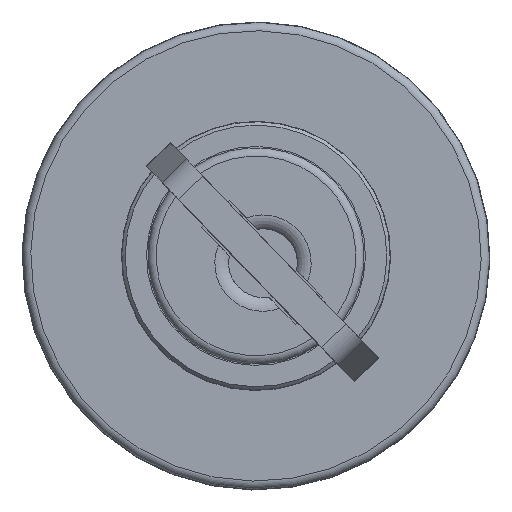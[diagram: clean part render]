
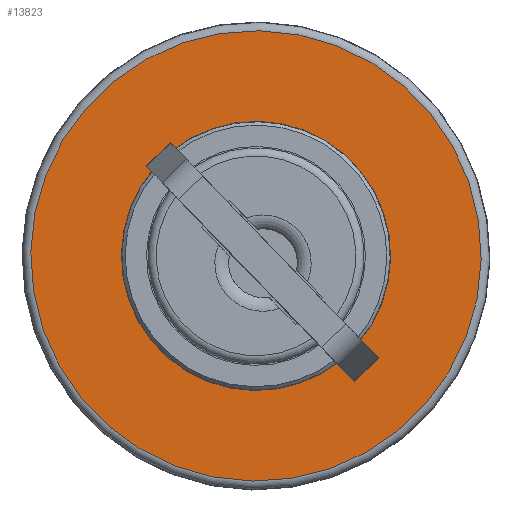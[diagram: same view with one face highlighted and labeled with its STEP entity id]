
A CAD part, top view. The second image highlights one B-rep face of the part: STEP entity #13823.
In plain terms, the highlighted planar face has unit normal (0, 0, 1).
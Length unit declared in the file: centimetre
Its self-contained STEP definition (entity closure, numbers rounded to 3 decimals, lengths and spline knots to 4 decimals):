
#170=PLANE('',#14642);
#4443=FACE_BOUND('',#5357,.T.);
#4591=FACE_OUTER_BOUND('',#5356,.T.);
#5356=EDGE_LOOP('',(#10101));
#5357=EDGE_LOOP('',(#10102));
#6115=CIRCLE('',#14641,0.8025);
#6116=CIRCLE('',#14643,1.3425);
#6388=VERTEX_POINT('',#21887);
#6389=VERTEX_POINT('',#21890);
#7837=EDGE_CURVE('',#6388,#6388,#6115,.T.);
#7838=EDGE_CURVE('',#6389,#6389,#6116,.T.);
#10101=ORIENTED_EDGE('',*,*,#7838,.F.);
#10102=ORIENTED_EDGE('',*,*,#7837,.T.);
#13823=ADVANCED_FACE('',(#4591,#4443),#170,.T.);
#14641=AXIS2_PLACEMENT_3D('',#21888,#15858,#15859);
#14642=AXIS2_PLACEMENT_3D('',#21889,#15860,#15861);
#14643=AXIS2_PLACEMENT_3D('',#21891,#15862,#15863);
#15858=DIRECTION('center_axis',(0.,0.,
-1.));
#15859=DIRECTION('ref_axis',(-0.017,-1.,0.));
#15860=DIRECTION('center_axis',(0.,0.,
1.));
#15861=DIRECTION('ref_axis',(-1.,0.017,0.));
#15862=DIRECTION('center_axis',(0.,0.,
-1.));
#15863=DIRECTION('ref_axis',(-0.017,-1.,0.));
#21887=CARTESIAN_POINT('',(2.4024,-4.196,4.9591));
#21888=CARTESIAN_POINT('Origin',(2.4164,-3.3936,4.9591));
#21889=CARTESIAN_POINT('Origin',(2.3977,-4.466,4.9591));
#21890=CARTESIAN_POINT('',(2.393,-4.7359,4.9591));
#21891=CARTESIAN_POINT('Origin',(2.4164,-3.3936,4.9591));
